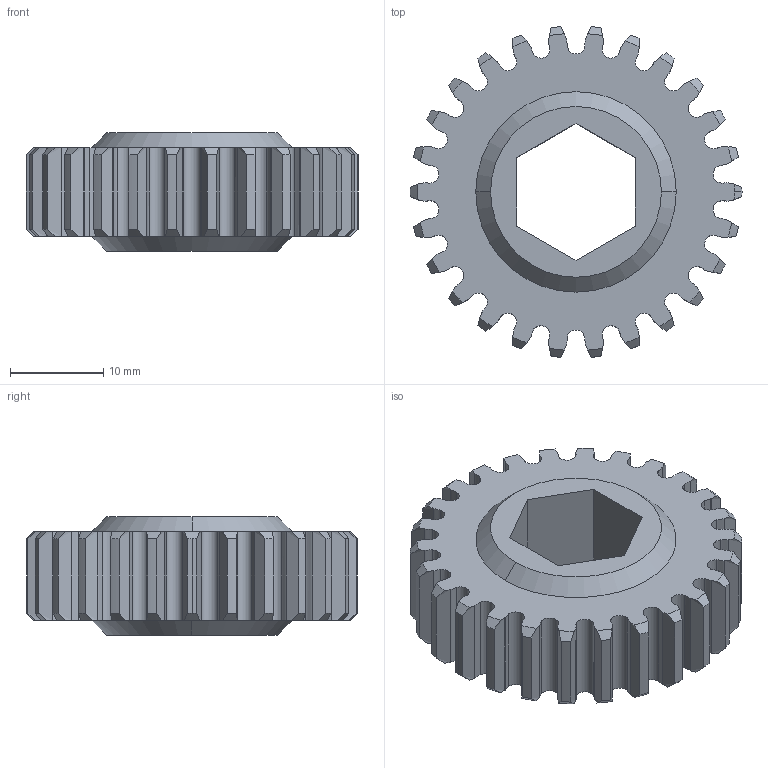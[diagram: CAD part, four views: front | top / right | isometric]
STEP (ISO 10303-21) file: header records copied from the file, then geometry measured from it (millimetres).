
FILE_DESCRIPTION (( 'STEP AP203' ), '1' );
FILE_NAME ('REV-21-1924.STEP', '2023-09-25T16:47:29', ( '' ), ( '' ), 'SwSTEP 2.0', 'SolidWorks 2022', '' );
FILE_SCHEMA (( 'CONFIG_CONTROL_DESIGN' ));
Length unit declared in the file: millimetre
Products named in the file (1): REV-21-1924
Bounding box: 35.56 x 35.41 x 12.7 mm (x, y, z)
Volume: 7102.6 mm3; surface area: 4010.5 mm2
Topology: 1 solids, 1 shells, 290 faces, 861 edges, 574 vertices
Faces by surface type: bspline 104, plane 65, cylinder 63, cone 58
Entity records: 12588 total; most frequent: CARTESIAN_POINT 5476, ORIENTED_EDGE 1722, DIRECTION 1113, EDGE_CURVE 861, VERTEX_POINT 574, AXIS2_PLACEMENT_3D 379, LINE 355, VECTOR 355
